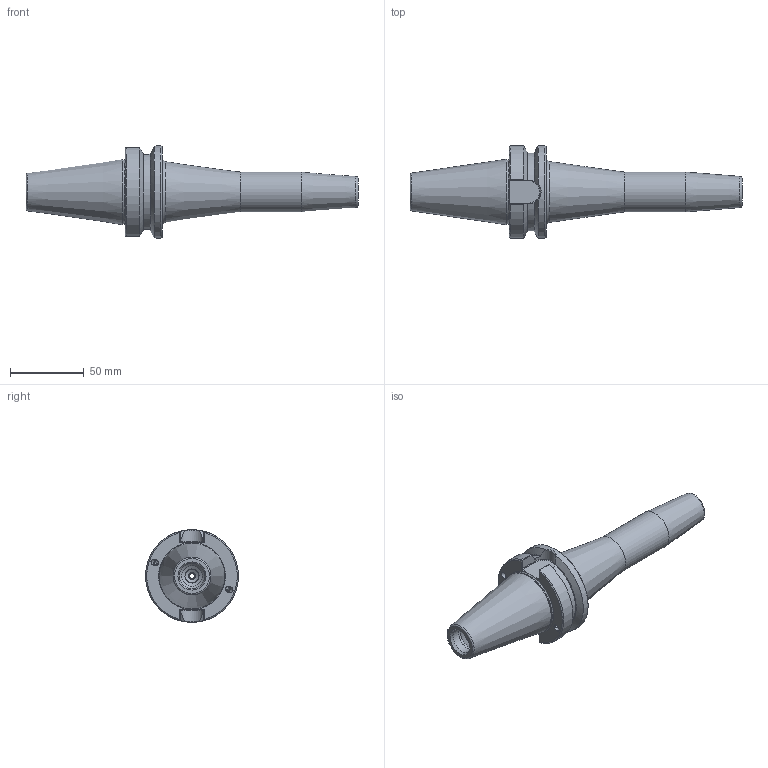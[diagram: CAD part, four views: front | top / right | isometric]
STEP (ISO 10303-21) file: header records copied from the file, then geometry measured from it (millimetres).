
FILE_DESCRIPTION((''),'2;1');
FILE_NAME('INT''BT40-M08SF160-9.iam.step','2010-04-22T14:26:06',(''),(''),'Autodesk Inventor 2009','Autodesk Inventor 2009','');
FILE_SCHEMA(('AUTOMOTIVE_DESIGN { 1 0 10303 214 1 1 1 1 }'));
Length unit declared in the file: millimetre
Products named in the file (4): BT40-M08SF160-9; BT40BC-M08SF160-9-1; 029-965; BS-SFM061-16
Assembly tree (4 placements, depth 2):
  BT40-M08SF160-9
    BT40BC-M08SF160-9-1
    029-965  x2
    BS-SFM061-16
Bounding box: 225.41 x 62.99 x 62.99 mm (x, y, z)
Volume: 203681.6 mm3; surface area: 38420.1 mm2
Topology: 4 solids, 4 shells, 139 faces, 331 edges, 210 vertices
Faces by surface type: plane 57, cylinder 33, cone 31, bspline 16, torus 2
Full cylindrical faces by diameter (mm): 3.3 x2, 4 x4, 4.1 x2, 4.2 x2, 7.985 x1, 8.747 x1, 17.623 x1, 27 x1, 43.942 x1, 44.45 x1, 62.992 x1
Entity records: 4079 total; most frequent: CARTESIAN_POINT 1296, DIRECTION 526, ORIENTED_EDGE 496, EDGE_CURVE 248, AXIS2_PLACEMENT_3D 212, VERTEX_POINT 178, EDGE_LOOP 178, FACE_OUTER_BOUND 123
